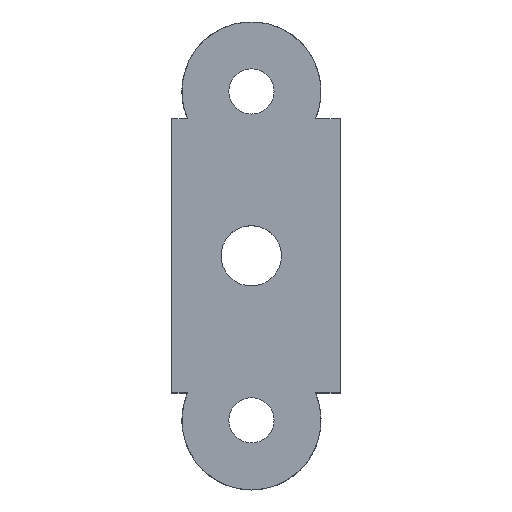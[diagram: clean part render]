
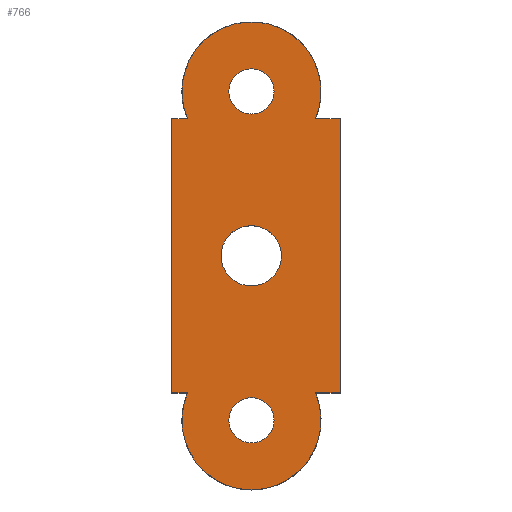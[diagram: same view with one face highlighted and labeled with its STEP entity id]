
A CAD part, top view. The second image highlights one B-rep face of the part: STEP entity #766.
In plain terms, the highlighted planar face has unit normal (0, 0, 1).
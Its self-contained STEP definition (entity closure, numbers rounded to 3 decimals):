
#16=FACE_BOUND('',#132,.T.);
#17=FACE_BOUND('',#133,.T.);
#18=FACE_BOUND('',#134,.T.);
#29=PLANE('',#844);
#88=FACE_OUTER_BOUND('',#131,.T.);
#131=EDGE_LOOP('',(#616,#617,#618,#619,#620,#621,#622,#623,#624,#625));
#132=EDGE_LOOP('',(#626));
#133=EDGE_LOOP('',(#627));
#134=EDGE_LOOP('',(#628));
#200=LINE('',#1339,#269);
#201=LINE('',#1341,#270);
#202=LINE('',#1343,#271);
#203=LINE('',#1347,#272);
#204=LINE('',#1349,#273);
#205=LINE('',#1353,#274);
#206=LINE('',#1354,#275);
#269=VECTOR('',#999,10.);
#270=VECTOR('',#1000,10.);
#271=VECTOR('',#1001,10.);
#272=VECTOR('',#1004,10.);
#273=VECTOR('',#1005,10.);
#274=VECTOR('',#1008,10.);
#275=VECTOR('',#1009,10.);
#303=CIRCLE('',#810,1.65);
#306=CIRCLE('',#815,1.65);
#322=CIRCLE('',#843,5.075);
#323=CIRCLE('',#845,5.075);
#324=CIRCLE('',#846,8.5);
#325=CIRCLE('',#847,2.2);
#337=VERTEX_POINT('',#1113);
#340=VERTEX_POINT('',#1123);
#385=VERTEX_POINT('',#1332);
#386=VERTEX_POINT('',#1334);
#387=VERTEX_POINT('',#1338);
#388=VERTEX_POINT('',#1340);
#389=VERTEX_POINT('',#1342);
#390=VERTEX_POINT('',#1344);
#391=VERTEX_POINT('',#1346);
#392=VERTEX_POINT('',#1348);
#393=VERTEX_POINT('',#1350);
#394=VERTEX_POINT('',#1352);
#395=VERTEX_POINT('',#1355);
#413=EDGE_CURVE('',#337,#337,#303,.T.);
#418=EDGE_CURVE('',#340,#340,#306,.T.);
#476=EDGE_CURVE('',#386,#385,#322,.T.);
#478=EDGE_CURVE('',#387,#385,#200,.T.);
#479=EDGE_CURVE('',#388,#387,#201,.T.);
#480=EDGE_CURVE('',#389,#388,#202,.T.);
#481=EDGE_CURVE('',#389,#390,#323,.T.);
#482=EDGE_CURVE('',#391,#390,#203,.T.);
#483=EDGE_CURVE('',#392,#391,#204,.T.);
#484=EDGE_CURVE('',#393,#392,#324,.T.);
#485=EDGE_CURVE('',#394,#393,#205,.T.);
#486=EDGE_CURVE('',#386,#394,#206,.T.);
#487=EDGE_CURVE('',#395,#395,#325,.T.);
#616=ORIENTED_EDGE('',*,*,#476,.T.);
#617=ORIENTED_EDGE('',*,*,#478,.F.);
#618=ORIENTED_EDGE('',*,*,#479,.F.);
#619=ORIENTED_EDGE('',*,*,#480,.F.);
#620=ORIENTED_EDGE('',*,*,#481,.T.);
#621=ORIENTED_EDGE('',*,*,#482,.F.);
#622=ORIENTED_EDGE('',*,*,#483,.F.);
#623=ORIENTED_EDGE('',*,*,#484,.F.);
#624=ORIENTED_EDGE('',*,*,#485,.F.);
#625=ORIENTED_EDGE('',*,*,#486,.F.);
#626=ORIENTED_EDGE('',*,*,#413,.T.);
#627=ORIENTED_EDGE('',*,*,#418,.T.);
#628=ORIENTED_EDGE('',*,*,#487,.T.);
#766=ADVANCED_FACE('',(#88,#16,#17,#18),#29,.T.);
#810=AXIS2_PLACEMENT_3D('',#1115,#894,#895);
#815=AXIS2_PLACEMENT_3D('',#1125,#906,#907);
#843=AXIS2_PLACEMENT_3D('',#1335,#994,#995);
#844=AXIS2_PLACEMENT_3D('',#1337,#997,#998);
#845=AXIS2_PLACEMENT_3D('',#1345,#1002,#1003);
#846=AXIS2_PLACEMENT_3D('',#1351,#1006,#1007);
#847=AXIS2_PLACEMENT_3D('',#1356,#1010,#1011);
#894=DIRECTION('center_axis',(0.,0.,-1.));
#895=DIRECTION('ref_axis',(1.,0.,0.));
#906=DIRECTION('center_axis',(0.,0.,-1.));
#907=DIRECTION('ref_axis',(1.,0.,0.));
#994=DIRECTION('center_axis',(0.,0.,1.));
#995=DIRECTION('ref_axis',(-0.919,0.395,0.));
#997=DIRECTION('center_axis',(0.,0.,1.));
#998=DIRECTION('ref_axis',(1.,0.,0.));
#999=DIRECTION('',(-1.,0.,0.));
#1000=DIRECTION('',(0.,-1.,0.));
#1001=DIRECTION('',(1.,0.,0.));
#1002=DIRECTION('center_axis',(0.,0.,1.));
#1003=DIRECTION('ref_axis',(0.919,-0.395,0.));
#1004=DIRECTION('',(1.,0.,0.));
#1005=DIRECTION('',(0.,1.,0.));
#1006=DIRECTION('center_axis',(0.,0.,1.));
#1007=DIRECTION('ref_axis',(1.,-0.004,0.));
#1008=DIRECTION('',(0.,1.,0.));
#1009=DIRECTION('',(-1.,0.,0.));
#1010=DIRECTION('center_axis',(0.,0.,-1.));
#1011=DIRECTION('ref_axis',(1.,0.,0.));
#1113=CARTESIAN_POINT('',(-1.637,-12.002,-13.55));
#1115=CARTESIAN_POINT('Origin',(0.013,-12.002,-13.55));
#1123=CARTESIAN_POINT('',(-1.637,11.995,-13.55));
#1125=CARTESIAN_POINT('Origin',(0.013,11.995,-13.55));
#1332=CARTESIAN_POINT('',(4.676,-10.,-13.55));
#1334=CARTESIAN_POINT('',(-4.65,-10.,-13.55));
#1335=CARTESIAN_POINT('Origin',(0.013,-12.002,-13.55));
#1337=CARTESIAN_POINT('Origin',(0.343,-0.004,-13.55));
#1338=CARTESIAN_POINT('',(6.5,-10.,-13.55));
#1339=CARTESIAN_POINT('',(6.5,-10.,-13.55));
#1340=CARTESIAN_POINT('',(6.5,9.992,-13.55));
#1341=CARTESIAN_POINT('',(6.5,9.992,-13.55));
#1342=CARTESIAN_POINT('',(4.676,9.992,-13.55));
#1343=CARTESIAN_POINT('',(4.676,9.992,-13.55));
#1344=CARTESIAN_POINT('',(-4.65,9.992,-13.55));
#1345=CARTESIAN_POINT('Origin',(0.013,11.995,-13.55));
#1346=CARTESIAN_POINT('',(-5.814,9.992,-13.55));
#1347=CARTESIAN_POINT('',(-5.814,9.992,-13.55));
#1348=CARTESIAN_POINT('',(-5.814,0.03,-13.55));
#1349=CARTESIAN_POINT('',(-5.814,0.03,-13.55));
#1350=CARTESIAN_POINT('',(-5.814,-0.034,-13.55));
#1351=CARTESIAN_POINT('Origin',(-14.314,-0.002,
-13.55));
#1352=CARTESIAN_POINT('',(-5.814,-10.,-13.55));
#1353=CARTESIAN_POINT('',(-5.814,-10.,-13.55));
#1354=CARTESIAN_POINT('',(-4.65,-10.,-13.55));
#1355=CARTESIAN_POINT('',(-2.2,0.,-13.55));
#1356=CARTESIAN_POINT('Origin',(0.,0.,-13.55));
